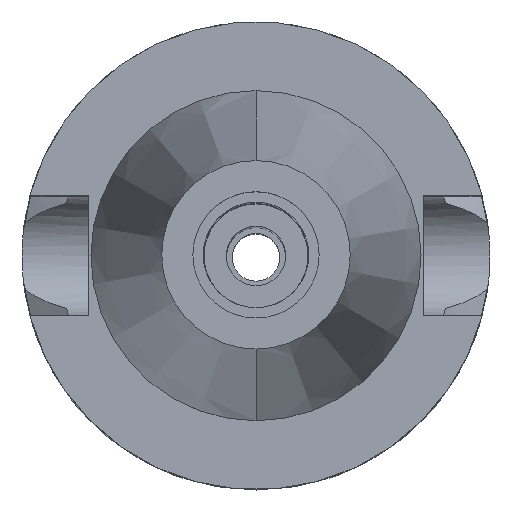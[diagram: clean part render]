
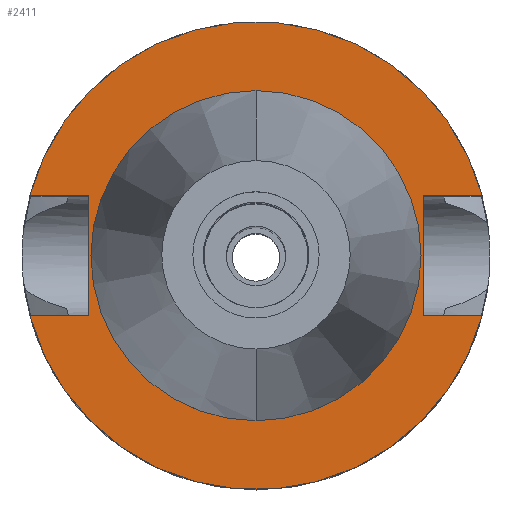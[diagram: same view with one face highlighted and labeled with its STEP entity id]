
A CAD part, top view. The second image highlights one B-rep face of the part: STEP entity #2411.
In plain terms, the highlighted planar face has unit normal (0, 0, 1).
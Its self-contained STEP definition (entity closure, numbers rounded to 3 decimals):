
#100 = DIRECTION ( 'NONE',  ( 1., 0., 0. ) ) ;
#101 = EDGE_LOOP ( 'NONE', ( #2258, #3083, #568, #2430, #1740, #2924, #915, #2750 ) ) ;
#150 = CARTESIAN_POINT ( 'NONE',  ( 22.5, 8.05, -1. ) ) ;
#164 = DIRECTION ( 'NONE',  ( 1., 0., 0. ) ) ;
#176 = CARTESIAN_POINT ( 'NONE',  ( -30.454, -8.05, -1. ) ) ;
#180 = CARTESIAN_POINT ( 'NONE',  ( 0., -22.225, -1. ) ) ;
#188 = DIRECTION ( 'NONE',  ( 0., 1., 0. ) ) ;
#257 = PLANE ( 'NONE',  #586 ) ;
#270 = DIRECTION ( 'NONE',  ( 0., 1., 0. ) ) ;
#311 = DIRECTION ( 'NONE',  ( 0., -1., 0. ) ) ;
#325 = VERTEX_POINT ( 'NONE', #1248 ) ;
#347 = LINE ( 'NONE', #1572, #370 ) ;
#370 = VECTOR ( 'NONE', #100, 1000. ) ;
#392 = CARTESIAN_POINT ( 'NONE',  ( 0., 0., -1. ) ) ;
#402 = CARTESIAN_POINT ( 'NONE',  ( -22.5, 8.05, -1. ) ) ;
#413 = LINE ( 'NONE', #150, #1455 ) ;
#428 = LINE ( 'NONE', #3100, #1803 ) ;
#509 = EDGE_CURVE ( 'NONE', #2656, #2942, #1048, .T. ) ;
#534 = CARTESIAN_POINT ( 'NONE',  ( -30.454, 8.05, -1. ) ) ;
#536 = CARTESIAN_POINT ( 'NONE',  ( -22.5, -8.05, -1. ) ) ;
#568 = ORIENTED_EDGE ( 'NONE', *, *, #858, .F. ) ;
#586 = AXIS2_PLACEMENT_3D ( 'NONE', #2956, #1938, #2914 ) ;
#623 = DIRECTION ( 'NONE',  ( 1., 0., 0. ) ) ;
#751 = FACE_BOUND ( 'NONE', #1180, .T. ) ;
#767 = EDGE_CURVE ( 'NONE', #3022, #1970, #1452, .T. ) ;
#858 = EDGE_CURVE ( 'NONE', #1244, #3022, #2114, .T. ) ;
#880 = EDGE_CURVE ( 'NONE', #2656, #2985, #2547, .T. ) ;
#903 = FACE_OUTER_BOUND ( 'NONE', #101, .T. ) ;
#915 = ORIENTED_EDGE ( 'NONE', *, *, #880, .T. ) ;
#1025 = EDGE_CURVE ( 'NONE', #1891, #2985, #2423, .T. ) ;
#1048 = CIRCLE ( 'NONE', #2679, 31.5 ) ;
#1100 = CIRCLE ( 'NONE', #1513, 22.225 ) ;
#1103 = AXIS2_PLACEMENT_3D ( 'NONE', #392, #1140, #2112 ) ;
#1140 = DIRECTION ( 'NONE',  ( 0., 0., 1. ) ) ;
#1150 = ORIENTED_EDGE ( 'NONE', *, *, #2610, .F. ) ;
#1180 = EDGE_LOOP ( 'NONE', ( #1150, #1943 ) ) ;
#1221 = CARTESIAN_POINT ( 'NONE',  ( -22.5, -8.05, -1. ) ) ;
#1244 = VERTEX_POINT ( 'NONE', #2519 ) ;
#1248 = CARTESIAN_POINT ( 'NONE',  ( 0., 22.225, -1. ) ) ;
#1249 = EDGE_CURVE ( 'NONE', #2663, #1244, #413, .T. ) ;
#1267 = EDGE_CURVE ( 'NONE', #1970, #1891, #428, .T. ) ;
#1364 = DIRECTION ( 'NONE',  ( 0., -1., 0. ) ) ;
#1452 = CIRCLE ( 'NONE', #2770, 31.5 ) ;
#1455 = VECTOR ( 'NONE', #1364, 1000. ) ;
#1513 = AXIS2_PLACEMENT_3D ( 'NONE', #2854, #1888, #2572 ) ;
#1543 = CARTESIAN_POINT ( 'NONE',  ( 0., 0., -1. ) ) ;
#1551 = EDGE_CURVE ( 'NONE', #2663, #2942, #347, .T. ) ;
#1572 = CARTESIAN_POINT ( 'NONE',  ( 22.5, 8.05, -1. ) ) ;
#1638 = CARTESIAN_POINT ( 'NONE',  ( -30.454, 8.05, -1. ) ) ;
#1691 = DIRECTION ( 'NONE',  ( 0., 0., -1. ) ) ;
#1740 = ORIENTED_EDGE ( 'NONE', *, *, #1551, .T. ) ;
#1803 = VECTOR ( 'NONE', #623, 1000. ) ;
#1880 = CARTESIAN_POINT ( 'NONE',  ( 30.454, -8.05, -1. ) ) ;
#1888 = DIRECTION ( 'NONE',  ( 0., 0., 1. ) ) ;
#1891 = VERTEX_POINT ( 'NONE', #536 ) ;
#1938 = DIRECTION ( 'NONE',  ( 0., 0., -1. ) ) ;
#1943 = ORIENTED_EDGE ( 'NONE', *, *, #2497, .F. ) ;
#1970 = VERTEX_POINT ( 'NONE', #176 ) ;
#2062 = VECTOR ( 'NONE', #270, 1000. ) ;
#2103 = CARTESIAN_POINT ( 'NONE',  ( 30.454, 8.05, -1. ) ) ;
#2112 = DIRECTION ( 'NONE',  ( 0., 1., 0. ) ) ;
#2114 = LINE ( 'NONE', #3095, #2267 ) ;
#2248 = VERTEX_POINT ( 'NONE', #180 ) ;
#2258 = ORIENTED_EDGE ( 'NONE', *, *, #1267, .F. ) ;
#2267 = VECTOR ( 'NONE', #2612, 1000. ) ;
#2411 = ADVANCED_FACE ( 'NONE', ( #903, #751 ), #257, .F. ) ;
#2423 = LINE ( 'NONE', #1221, #2062 ) ;
#2430 = ORIENTED_EDGE ( 'NONE', *, *, #1249, .F. ) ;
#2497 = EDGE_CURVE ( 'NONE', #2248, #325, #1100, .T. ) ;
#2516 = DIRECTION ( 'NONE',  ( 0., 0., -1. ) ) ;
#2519 = CARTESIAN_POINT ( 'NONE',  ( 22.5, -8.05, -1. ) ) ;
#2547 = LINE ( 'NONE', #1638, #3091 ) ;
#2572 = DIRECTION ( 'NONE',  ( 0., -1., 0. ) ) ;
#2610 = EDGE_CURVE ( 'NONE', #325, #2248, #2685, .T. ) ;
#2612 = DIRECTION ( 'NONE',  ( 1., 0., 0. ) ) ;
#2656 = VERTEX_POINT ( 'NONE', #534 ) ;
#2663 = VERTEX_POINT ( 'NONE', #2903 ) ;
#2679 = AXIS2_PLACEMENT_3D ( 'NONE', #2692, #1691, #188 ) ;
#2685 = CIRCLE ( 'NONE', #1103, 22.225 ) ;
#2692 = CARTESIAN_POINT ( 'NONE',  ( 0., 0., -1. ) ) ;
#2750 = ORIENTED_EDGE ( 'NONE', *, *, #1025, .F. ) ;
#2770 = AXIS2_PLACEMENT_3D ( 'NONE', #1543, #2516, #311 ) ;
#2854 = CARTESIAN_POINT ( 'NONE',  ( 0., 0., -1. ) ) ;
#2903 = CARTESIAN_POINT ( 'NONE',  ( 22.5, 8.05, -1. ) ) ;
#2914 = DIRECTION ( 'NONE',  ( 0., -1., 0. ) ) ;
#2924 = ORIENTED_EDGE ( 'NONE', *, *, #509, .F. ) ;
#2942 = VERTEX_POINT ( 'NONE', #2103 ) ;
#2956 = CARTESIAN_POINT ( 'NONE',  ( 0., 0., -1. ) ) ;
#2985 = VERTEX_POINT ( 'NONE', #402 ) ;
#3022 = VERTEX_POINT ( 'NONE', #1880 ) ;
#3083 = ORIENTED_EDGE ( 'NONE', *, *, #767, .F. ) ;
#3091 = VECTOR ( 'NONE', #164, 1000. ) ;
#3095 = CARTESIAN_POINT ( 'NONE',  ( 22.5, -8.05, -1. ) ) ;
#3100 = CARTESIAN_POINT ( 'NONE',  ( -30.454, -8.05, -1. ) ) ;
